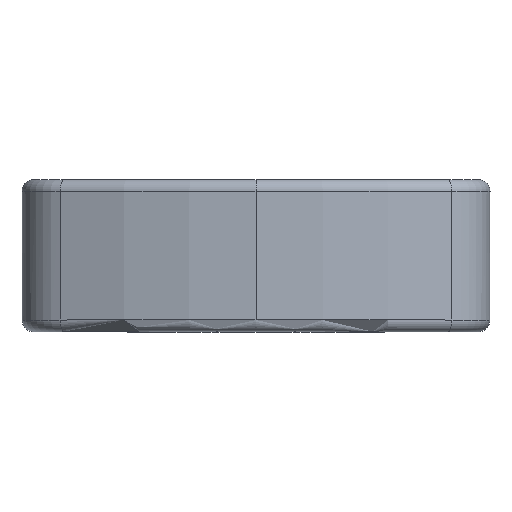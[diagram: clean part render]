
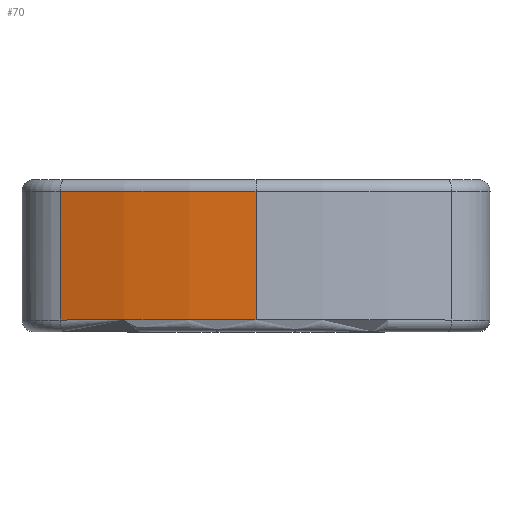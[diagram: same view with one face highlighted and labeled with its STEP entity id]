
A CAD part, top view. The second image highlights one B-rep face of the part: STEP entity #70.
In plain terms, the highlighted cylindrical face has radius 47.958 mm (diameter 95.917 mm), a partial arc.
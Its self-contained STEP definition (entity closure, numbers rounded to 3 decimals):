
#52 = ORIENTED_EDGE ( 'NONE', *, *, #1311, .F. ) ;
#70 = ADVANCED_FACE ( 'NONE', ( #1011 ), #1148, .T. ) ;
#131 = ORIENTED_EDGE ( 'NONE', *, *, #1536, .T. ) ;
#151 = CARTESIAN_POINT ( 'NONE',  ( -16.746, -42.952, 44.94 ) ) ;
#208 = AXIS2_PLACEMENT_3D ( 'NONE', #600, #1336, #1223 ) ;
#224 = CARTESIAN_POINT ( 'NONE',  ( 0., -42.952, 47.958 ) ) ;
#225 = DIRECTION ( 'NONE',  ( 0., 0., 1. ) ) ;
#259 = LINE ( 'NONE', #224, #2038 ) ;
#335 = DIRECTION ( 'NONE',  ( 0., 1., 0. ) ) ;
#341 = VERTEX_POINT ( 'NONE', #1699 ) ;
#504 = CARTESIAN_POINT ( 'NONE',  ( 0., 4., 0. ) ) ;
#539 = EDGE_CURVE ( 'NONE', #341, #625, #912, .T. ) ;
#600 = CARTESIAN_POINT ( 'NONE',  ( 0., 15., 0. ) ) ;
#625 = VERTEX_POINT ( 'NONE', #1214 ) ;
#840 = DIRECTION ( 'NONE',  ( 0., 1., 0. ) ) ;
#883 = AXIS2_PLACEMENT_3D ( 'NONE', #1494, #840, #225 ) ;
#900 = VERTEX_POINT ( 'NONE', #1696 ) ;
#912 = CIRCLE ( 'NONE', #208, 47.958 ) ;
#964 = ORIENTED_EDGE ( 'NONE', *, *, #539, .T. ) ;
#1011 = FACE_OUTER_BOUND ( 'NONE', #1293, .T. ) ;
#1015 = DIRECTION ( 'NONE',  ( 0., 1., 0. ) ) ;
#1109 = ORIENTED_EDGE ( 'NONE', *, *, #1981, .T. ) ;
#1148 = CYLINDRICAL_SURFACE ( 'NONE', #883, 47.958 ) ;
#1214 = CARTESIAN_POINT ( 'NONE',  ( -16.746, 15., 44.94 ) ) ;
#1223 = DIRECTION ( 'NONE',  ( 0., 0., 1. ) ) ;
#1293 = EDGE_LOOP ( 'NONE', ( #131, #1109, #964, #52 ) ) ;
#1303 = VERTEX_POINT ( 'NONE', #1747 ) ;
#1311 = EDGE_CURVE ( 'NONE', #900, #625, #2046, .T. ) ;
#1336 = DIRECTION ( 'NONE',  ( 0., -1., 0. ) ) ;
#1463 = CIRCLE ( 'NONE', #1492, 47.958 ) ;
#1473 = VECTOR ( 'NONE', #1885, 1000. ) ;
#1492 = AXIS2_PLACEMENT_3D ( 'NONE', #504, #335, #1917 ) ;
#1494 = CARTESIAN_POINT ( 'NONE',  ( 0., -42.952, 0. ) ) ;
#1536 = EDGE_CURVE ( 'NONE', #900, #1303, #1463, .T. ) ;
#1696 = CARTESIAN_POINT ( 'NONE',  ( -16.746, 4., 44.94 ) ) ;
#1699 = CARTESIAN_POINT ( 'NONE',  ( 0., 15., 47.958 ) ) ;
#1747 = CARTESIAN_POINT ( 'NONE',  ( 0., 4., 47.958 ) ) ;
#1885 = DIRECTION ( 'NONE',  ( 0., 1., 0. ) ) ;
#1917 = DIRECTION ( 'NONE',  ( 0., 0., -1. ) ) ;
#1981 = EDGE_CURVE ( 'NONE', #1303, #341, #259, .T. ) ;
#2038 = VECTOR ( 'NONE', #1015, 1000. ) ;
#2046 = LINE ( 'NONE', #151, #1473 ) ;
